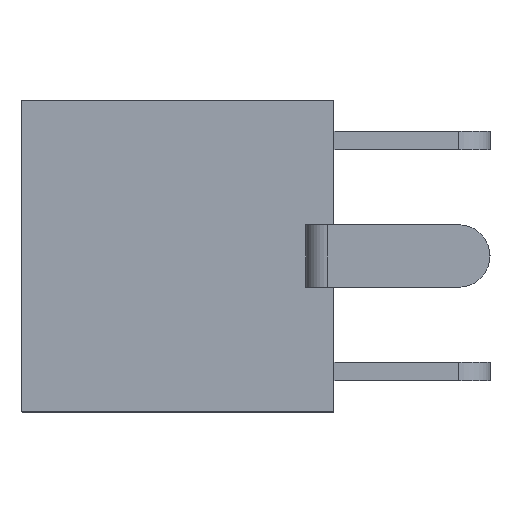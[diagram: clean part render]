
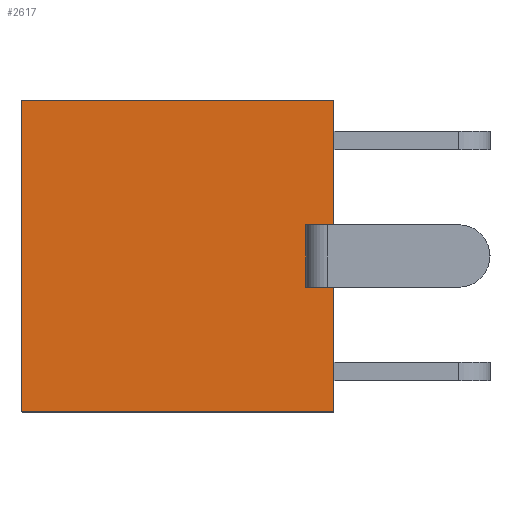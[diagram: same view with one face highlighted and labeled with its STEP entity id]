
A CAD part, left-side view. The second image highlights one B-rep face of the part: STEP entity #2617.
In plain terms, the highlighted planar face has unit normal (-1, 0, 0).
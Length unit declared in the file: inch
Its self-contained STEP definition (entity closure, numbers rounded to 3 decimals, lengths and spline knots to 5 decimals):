
#11 = CARTESIAN_POINT ( 'NONE',  ( -0.4252, 0.09843, -0.09843 ) ) ;
#69 = VERTEX_POINT ( 'NONE', #163 ) ;
#163 = CARTESIAN_POINT ( 'NONE',  ( -0.4252, -0.09843, -0.09843 ) ) ;
#192 = DIRECTION ( 'NONE',  ( 0., 0., 1. ) ) ;
#307 = CARTESIAN_POINT ( 'NONE',  ( -0.4252, 0.09843, 0.09843 ) ) ;
#329 = EDGE_CURVE ( 'NONE', #600, #1908, #2722, .T. ) ;
#413 = DIRECTION ( 'NONE',  ( 1., 0., 0. ) ) ;
#548 = LINE ( 'NONE', #2542, #2776 ) ;
#600 = VERTEX_POINT ( 'NONE', #11 ) ;
#615 = EDGE_CURVE ( 'NONE', #1908, #1236, #548, .T. ) ;
#659 = DIRECTION ( 'NONE',  ( 0., 0., -1. ) ) ;
#805 = DIRECTION ( 'NONE',  ( 0., -1., 0. ) ) ;
#837 = LINE ( 'NONE', #1321, #1359 ) ;
#887 = FACE_OUTER_BOUND ( 'NONE', #1757, .T. ) ;
#1062 = VECTOR ( 'NONE', #2575, 39.37008 ) ;
#1168 = AXIS2_PLACEMENT_3D ( 'NONE', #1426, #413, #659 ) ;
#1233 = VECTOR ( 'NONE', #192, 39.37008 ) ;
#1236 = VERTEX_POINT ( 'NONE', #2452 ) ;
#1321 = CARTESIAN_POINT ( 'NONE',  ( -0.4252, 0.09843, -0.09843 ) ) ;
#1345 = ORIENTED_EDGE ( 'NONE', *, *, #1816, .T. ) ;
#1359 = VECTOR ( 'NONE', #2655, 39.37008 ) ;
#1373 = PLANE ( 'NONE',  #1168 ) ;
#1426 = CARTESIAN_POINT ( 'NONE',  ( -0.4252, 0.09843, 0.09843 ) ) ;
#1757 = EDGE_LOOP ( 'NONE', ( #1345, #2926, #3109, #2642 ) ) ;
#1816 = EDGE_CURVE ( 'NONE', #600, #69, #837, .T. ) ;
#1908 = VERTEX_POINT ( 'NONE', #307 ) ;
#2273 = CARTESIAN_POINT ( 'NONE',  ( -0.4252, -0.09843, 0.09843 ) ) ;
#2452 = CARTESIAN_POINT ( 'NONE',  ( -0.4252, -0.09843, 0.09843 ) ) ;
#2542 = CARTESIAN_POINT ( 'NONE',  ( -0.4252, 0.09843, 0.09843 ) ) ;
#2558 = EDGE_CURVE ( 'NONE', #69, #1236, #2762, .T. ) ;
#2575 = DIRECTION ( 'NONE',  ( 0., 0., 1. ) ) ;
#2617 = ADVANCED_FACE ( 'NONE', ( #887 ), #1373, .F. ) ;
#2642 = ORIENTED_EDGE ( 'NONE', *, *, #329, .F. ) ;
#2655 = DIRECTION ( 'NONE',  ( 0., -1., 0. ) ) ;
#2722 = LINE ( 'NONE', #2734, #1233 ) ;
#2734 = CARTESIAN_POINT ( 'NONE',  ( -0.4252, 0.09843, 0.09843 ) ) ;
#2762 = LINE ( 'NONE', #2273, #1062 ) ;
#2776 = VECTOR ( 'NONE', #805, 39.37008 ) ;
#2926 = ORIENTED_EDGE ( 'NONE', *, *, #2558, .T. ) ;
#3109 = ORIENTED_EDGE ( 'NONE', *, *, #615, .F. ) ;
